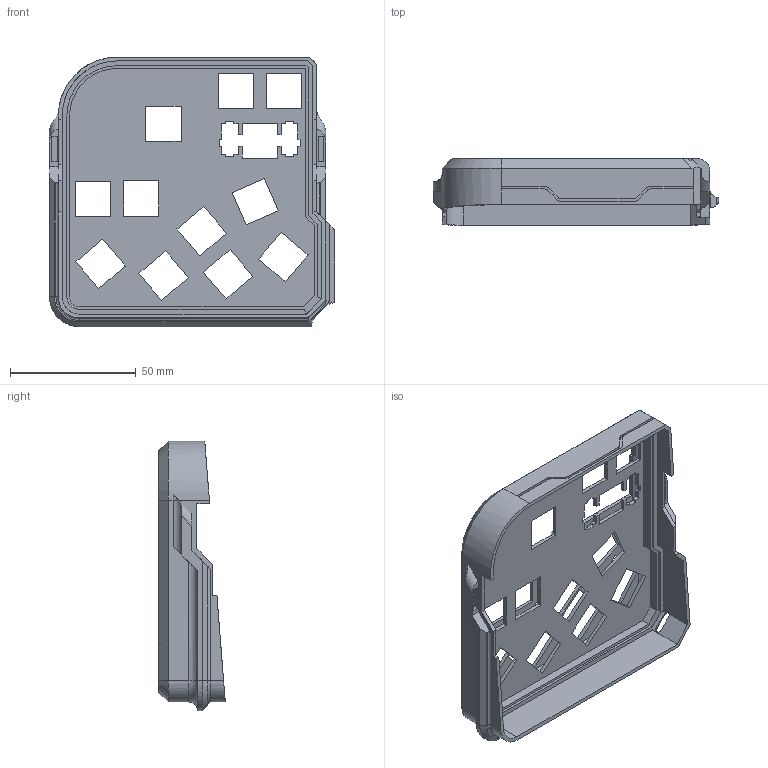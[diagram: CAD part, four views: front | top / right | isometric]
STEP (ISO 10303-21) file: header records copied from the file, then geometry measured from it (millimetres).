
FILE_DESCRIPTION (( 'STEP AP214' ), '1' );
FILE_NAME ('×°ÅäÌå1.STEP', '2024-02-25T06:36:27', ( '' ), ( '' ), 'SwSTEP 2.0', 'SolidWorks 2022', '' );
FILE_SCHEMA (( 'AUTOMOTIVE_DESIGN' ));
Length unit declared in the file: millimetre
Products named in the file (3): 錨璃7; 奻裔; 蚾饜极1
Assembly tree (2 placements, depth 2):
  蚾饜极1
    奻裔
    錨璃7
Bounding box: 113.58 x 26.5 x 107.47 mm (x, y, z)
Volume: 38311.9 mm3; surface area: 48789.6 mm2
Topology: 2 solids, 2 shells, 314 faces, 912 edges, 593 vertices
Faces by surface type: plane 256, cylinder 49, cone 5, torus 3, bspline 1
Entity records: 10406 total; most frequent: CARTESIAN_POINT 2061, ORIENTED_EDGE 1822, DIRECTION 1559, EDGE_CURVE 911, LINE 781, VECTOR 781, VERTEX_POINT 593, AXIS2_PLACEMENT_3D 389
